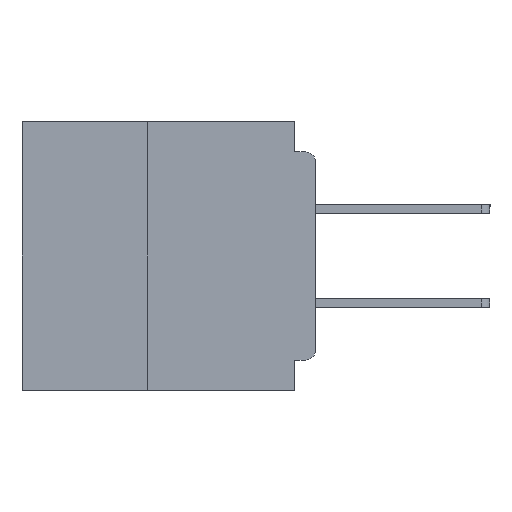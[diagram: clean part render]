
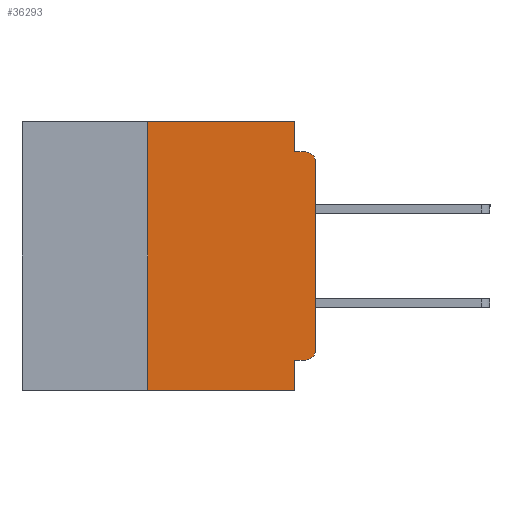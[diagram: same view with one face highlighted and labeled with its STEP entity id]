
A CAD part, left-side view. The second image highlights one B-rep face of the part: STEP entity #36293.
In plain terms, the highlighted planar face has unit normal (-1, 0, 0).
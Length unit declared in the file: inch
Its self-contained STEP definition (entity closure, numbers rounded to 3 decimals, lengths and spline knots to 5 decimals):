
#39 = ORIENTED_EDGE ( 'NONE', *, *, #21510, .F. ) ;
#437 = DIRECTION ( 'NONE',  ( 0., 0., 1. ) ) ;
#2037 = ORIENTED_EDGE ( 'NONE', *, *, #11602, .T. ) ;
#2471 = PLANE ( 'NONE',  #21346 ) ;
#3293 = VECTOR ( 'NONE', #437, 39.37008 ) ;
#3766 = FACE_OUTER_BOUND ( 'NONE', #9285, .T. ) ;
#4340 = VECTOR ( 'NONE', #17426, 39.37008 ) ;
#4551 = CARTESIAN_POINT ( 'NONE',  ( 0., 0., 0. ) ) ;
#5513 = CARTESIAN_POINT ( 'NONE',  ( 0., 0.437, 0. ) ) ;
#7091 = CARTESIAN_POINT ( 'NONE',  ( 0., 0.015, -0.34 ) ) ;
#7739 = LINE ( 'NONE', #33102, #50739 ) ;
#7772 = EDGE_CURVE ( 'NONE', #12994, #22886, #31512, .T. ) ;
#8118 = CIRCLE ( 'NONE', #10401, 0.015 ) ;
#8540 = EDGE_CURVE ( 'NONE', #52627, #35677, #38111, .T. ) ;
#9220 = LINE ( 'NONE', #27385, #30809 ) ;
#9285 = EDGE_LOOP ( 'NONE', ( #2037, #28995, #41693, #39, #34313, #47041, #38344, #31018, #10629, #33494 ) ) ;
#9764 = EDGE_CURVE ( 'NONE', #32740, #35677, #8118, .T. ) ;
#9833 = DIRECTION ( 'NONE',  ( 0., -1., 0. ) ) ;
#9994 = CARTESIAN_POINT ( 'NONE',  ( 0., 0.25, -0.4 ) ) ;
#10401 = AXIS2_PLACEMENT_3D ( 'NONE', #45566, #19953, #49925 ) ;
#10629 = ORIENTED_EDGE ( 'NONE', *, *, #18213, .F. ) ;
#11279 = CARTESIAN_POINT ( 'NONE',  ( 0., 0.031, -0.045 ) ) ;
#11442 = DIRECTION ( 'NONE',  ( 0., 0., -1. ) ) ;
#11602 = EDGE_CURVE ( 'NONE', #36372, #32740, #17484, .T. ) ;
#12994 = VERTEX_POINT ( 'NONE', #44966 ) ;
#15292 = DIRECTION ( 'NONE',  ( 1., 0., 0. ) ) ;
#17426 = DIRECTION ( 'NONE',  ( 0., -1., 0. ) ) ;
#17484 = LINE ( 'NONE', #4551, #3293 ) ;
#18213 = EDGE_CURVE ( 'NONE', #33593, #12994, #9220, .T. ) ;
#18317 = CARTESIAN_POINT ( 'NONE',  ( 0., 0., -0.06 ) ) ;
#19934 = EDGE_CURVE ( 'NONE', #38982, #22886, #28626, .T. ) ;
#19953 = DIRECTION ( 'NONE',  ( -1., 0., 0. ) ) ;
#20138 = VECTOR ( 'NONE', #31692, 39.37008 ) ;
#20611 = CARTESIAN_POINT ( 'NONE',  ( 0., 0.031, -0.4 ) ) ;
#20866 = VECTOR ( 'NONE', #39201, 39.37008 ) ;
#21346 = AXIS2_PLACEMENT_3D ( 'NONE', #53856, #15292, #32579 ) ;
#21510 = EDGE_CURVE ( 'NONE', #24579, #52627, #7739, .T. ) ;
#22202 = LINE ( 'NONE', #43500, #20866 ) ;
#22886 = VERTEX_POINT ( 'NONE', #20611 ) ;
#24315 = CARTESIAN_POINT ( 'NONE',  ( 0., 0.25, 0. ) ) ;
#24579 = VERTEX_POINT ( 'NONE', #33867 ) ;
#24953 = CARTESIAN_POINT ( 'NONE',  ( 0., 0., -0.045 ) ) ;
#25016 = CARTESIAN_POINT ( 'NONE',  ( 0., 0.015, -0.355 ) ) ;
#27385 = CARTESIAN_POINT ( 'NONE',  ( 0., 0., -0.355 ) ) ;
#27799 = LINE ( 'NONE', #5513, #37796 ) ;
#28626 = LINE ( 'NONE', #47383, #4340 ) ;
#28995 = ORIENTED_EDGE ( 'NONE', *, *, #9764, .T. ) ;
#30809 = VECTOR ( 'NONE', #31650, 39.37008 ) ;
#31018 = ORIENTED_EDGE ( 'NONE', *, *, #7772, .F. ) ;
#31512 = LINE ( 'NONE', #48534, #20138 ) ;
#31650 = DIRECTION ( 'NONE',  ( 0., 1., 0. ) ) ;
#31692 = DIRECTION ( 'NONE',  ( 0., 0., -1. ) ) ;
#32579 = DIRECTION ( 'NONE',  ( 0., 0., -1. ) ) ;
#32740 = VERTEX_POINT ( 'NONE', #18317 ) ;
#33102 = CARTESIAN_POINT ( 'NONE',  ( 0., 0.031, 0. ) ) ;
#33494 = ORIENTED_EDGE ( 'NONE', *, *, #36990, .T. ) ;
#33576 = AXIS2_PLACEMENT_3D ( 'NONE', #7091, #37158, #11442 ) ;
#33593 = VERTEX_POINT ( 'NONE', #25016 ) ;
#33791 = EDGE_CURVE ( 'NONE', #38982, #51711, #22202, .T. ) ;
#33867 = CARTESIAN_POINT ( 'NONE',  ( 0., 0.031, 0. ) ) ;
#34313 = ORIENTED_EDGE ( 'NONE', *, *, #38441, .F. ) ;
#35677 = VERTEX_POINT ( 'NONE', #53915 ) ;
#36293 = ADVANCED_FACE ( 'NONE', ( #3766 ), #2471, .F. ) ;
#36372 = VERTEX_POINT ( 'NONE', #45801 ) ;
#36990 = EDGE_CURVE ( 'NONE', #33593, #36372, #48702, .T. ) ;
#37158 = DIRECTION ( 'NONE',  ( -1., 0., 0. ) ) ;
#37796 = VECTOR ( 'NONE', #9833, 39.37008 ) ;
#38111 = LINE ( 'NONE', #24953, #48165 ) ;
#38344 = ORIENTED_EDGE ( 'NONE', *, *, #19934, .T. ) ;
#38441 = EDGE_CURVE ( 'NONE', #51711, #24579, #27799, .T. ) ;
#38982 = VERTEX_POINT ( 'NONE', #9994 ) ;
#39201 = DIRECTION ( 'NONE',  ( 0., 0., 1. ) ) ;
#41693 = ORIENTED_EDGE ( 'NONE', *, *, #8540, .F. ) ;
#43500 = CARTESIAN_POINT ( 'NONE',  ( 0., 0.25, -0.4 ) ) ;
#44966 = CARTESIAN_POINT ( 'NONE',  ( 0., 0.031, -0.355 ) ) ;
#45566 = CARTESIAN_POINT ( 'NONE',  ( 0., 0.015, -0.06 ) ) ;
#45801 = CARTESIAN_POINT ( 'NONE',  ( 0., 0., -0.34 ) ) ;
#46256 = DIRECTION ( 'NONE',  ( 0., -1., 0. ) ) ;
#47041 = ORIENTED_EDGE ( 'NONE', *, *, #33791, .F. ) ;
#47383 = CARTESIAN_POINT ( 'NONE',  ( 0., 0.437, -0.4 ) ) ;
#48165 = VECTOR ( 'NONE', #46256, 39.37008 ) ;
#48534 = CARTESIAN_POINT ( 'NONE',  ( 0., 0.031, -0.4 ) ) ;
#48702 = CIRCLE ( 'NONE', #33576, 0.015 ) ;
#49925 = DIRECTION ( 'NONE',  ( 0., 0., -1. ) ) ;
#50739 = VECTOR ( 'NONE', #54562, 39.37008 ) ;
#51711 = VERTEX_POINT ( 'NONE', #24315 ) ;
#52627 = VERTEX_POINT ( 'NONE', #11279 ) ;
#53856 = CARTESIAN_POINT ( 'NONE',  ( 0., 0.437, 0. ) ) ;
#53915 = CARTESIAN_POINT ( 'NONE',  ( 0., 0.015, -0.045 ) ) ;
#54562 = DIRECTION ( 'NONE',  ( 0., 0., -1. ) ) ;
